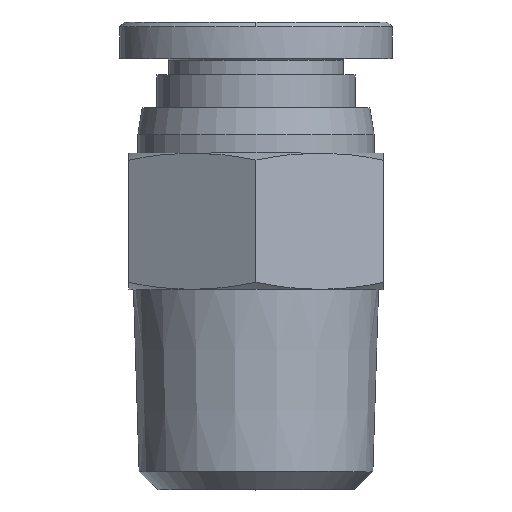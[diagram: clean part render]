
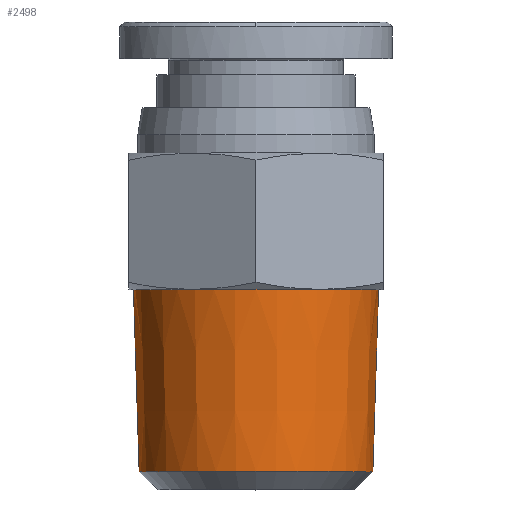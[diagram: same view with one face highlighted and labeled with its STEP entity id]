
A CAD part, top view. The second image highlights one B-rep face of the part: STEP entity #2498.
In plain terms, the highlighted conical face has half-angle 1.791 degrees and reference radius 6.734 mm.
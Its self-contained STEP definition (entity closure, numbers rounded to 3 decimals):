
#433 = VERTEX_POINT ( 'NONE', #13660 ) ;
#734 = CARTESIAN_POINT ( 'NONE',  ( 11.206, 5.288, 5.785 ) ) ;
#920 = DIRECTION ( 'NONE',  ( 0., -1., 0. ) ) ;
#929 = VERTEX_POINT ( 'NONE', #14648 ) ;
#1150 = ORIENTED_EDGE ( 'NONE', *, *, #16261, .T. ) ;
#1500 = EDGE_CURVE ( 'NONE', #5425, #929, #18457, .T. ) ;
#2312 = CIRCLE ( 'NONE', #12868, 6.734 ) ;
#2498 = ADVANCED_FACE ( 'NONE', ( #15790 ), #10719, .T. ) ;
#3076 = EDGE_LOOP ( 'NONE', ( #7570, #12384, #6965, #1150 ) ) ;
#3414 = DIRECTION ( 'NONE',  ( -0.031, 1., 0. ) ) ;
#3423 = DIRECTION ( 'NONE',  ( 0.031, 1., 0. ) ) ;
#3483 = CARTESIAN_POINT ( 'NONE',  ( 4.472, 5.288, 5.785 ) ) ;
#3898 = CARTESIAN_POINT ( 'NONE',  ( 11.206, -4.713, 5.785 ) ) ;
#4116 = EDGE_CURVE ( 'NONE', #5425, #433, #10375, .T. ) ;
#5425 = VERTEX_POINT ( 'NONE', #8700 ) ;
#6415 = CARTESIAN_POINT ( 'NONE',  ( 17.941, 5.288, 5.785 ) ) ;
#6965 = ORIENTED_EDGE ( 'NONE', *, *, #1500, .T. ) ;
#7187 = CARTESIAN_POINT ( 'NONE',  ( 11.206, 5.288, 5.785 ) ) ;
#7570 = ORIENTED_EDGE ( 'NONE', *, *, #17646, .F. ) ;
#8620 = DIRECTION ( 'NONE',  ( 0., 1., 0. ) ) ;
#8700 = CARTESIAN_POINT ( 'NONE',  ( 17.628, -4.713, 5.785 ) ) ;
#9112 = VECTOR ( 'NONE', #3423, 1000. ) ;
#9505 = VECTOR ( 'NONE', #3414, 1000. ) ;
#10143 = VERTEX_POINT ( 'NONE', #13479 ) ;
#10375 = CIRCLE ( 'NONE', #17126, 6.422 ) ;
#10719 = CONICAL_SURFACE ( 'NONE', #11401, 6.734, 0.031 ) ;
#11401 = AXIS2_PLACEMENT_3D ( 'NONE', #7187, #8620, #12933 ) ;
#12384 = ORIENTED_EDGE ( 'NONE', *, *, #4116, .F. ) ;
#12868 = AXIS2_PLACEMENT_3D ( 'NONE', #734, #920, #17823 ) ;
#12933 = DIRECTION ( 'NONE',  ( 1., 0., 0. ) ) ;
#13479 = CARTESIAN_POINT ( 'NONE',  ( 4.472, 5.288, 5.785 ) ) ;
#13660 = CARTESIAN_POINT ( 'NONE',  ( 4.785, -4.713, 5.785 ) ) ;
#13930 = DIRECTION ( 'NONE',  ( 0., -1., 0. ) ) ;
#14648 = CARTESIAN_POINT ( 'NONE',  ( 17.941, 5.288, 5.785 ) ) ;
#15240 = DIRECTION ( 'NONE',  ( 0., 0., -1. ) ) ;
#15790 = FACE_OUTER_BOUND ( 'NONE', #3076, .T. ) ;
#16261 = EDGE_CURVE ( 'NONE', #929, #10143, #2312, .T. ) ;
#17066 = LINE ( 'NONE', #3483, #9505 ) ;
#17126 = AXIS2_PLACEMENT_3D ( 'NONE', #3898, #13930, #15240 ) ;
#17646 = EDGE_CURVE ( 'NONE', #433, #10143, #17066, .T. ) ;
#17823 = DIRECTION ( 'NONE',  ( 1., 0., 0. ) ) ;
#18457 = LINE ( 'NONE', #6415, #9112 ) ;
